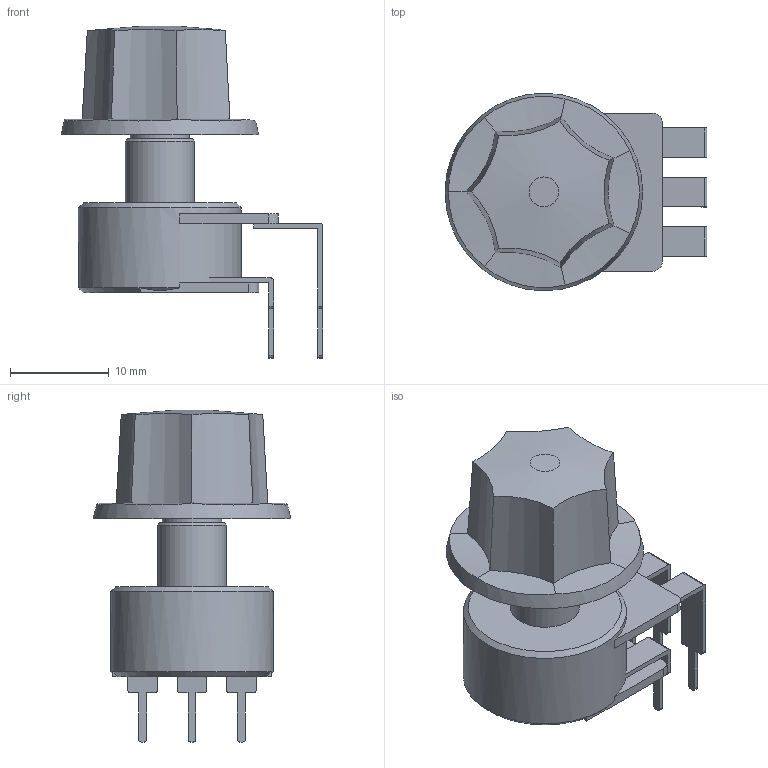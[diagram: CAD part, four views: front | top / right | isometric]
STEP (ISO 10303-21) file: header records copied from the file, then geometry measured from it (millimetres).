
FILE_DESCRIPTION(('FreeCAD Model'),'2;1');
FILE_NAME('Open CASCADE Shape Model','2024-03-02T19:34:04',(''),(''), 'Open CASCADE STEP processor 7.6','FreeCAD','Unknown');
FILE_SCHEMA(('AUTOMOTIVE_DESIGN { 1 0 10303 214 1 1 1 1 }'));
Length unit declared in the file: millimetre
Products named in the file (9): Part; Fillet008; Fillet010; Fillet012; Cut; Fillet014; Fillet016; Fillet018; Fusion007
Assembly tree (8 placements, depth 2):
  Part
    Fillet008
    Fillet010
    Fillet012
    Cut
    Fillet014
    Fillet016
    Fillet018
    Fusion007
Bounding box: 26.5 x 20 x 33.6 mm (x, y, z)
Volume: 4488.2 mm3; surface area: 3216.7 mm2
Topology: 8 solids, 8 shells, 148 faces, 377 edges, 247 vertices
Faces by surface type: plane 91, cylinder 44, cone 13
Full cylindrical faces by diameter (mm): 6 x1, 7 x1, 16.5 x1
Entity records: 5694 total; most frequent: CARTESIAN_POINT 1714, DIRECTION 774, ORIENTED_EDGE 754, EDGE_CURVE 377, AXIS2_PLACEMENT_3D 263, LINE 248, VECTOR 248, VERTEX_POINT 247
